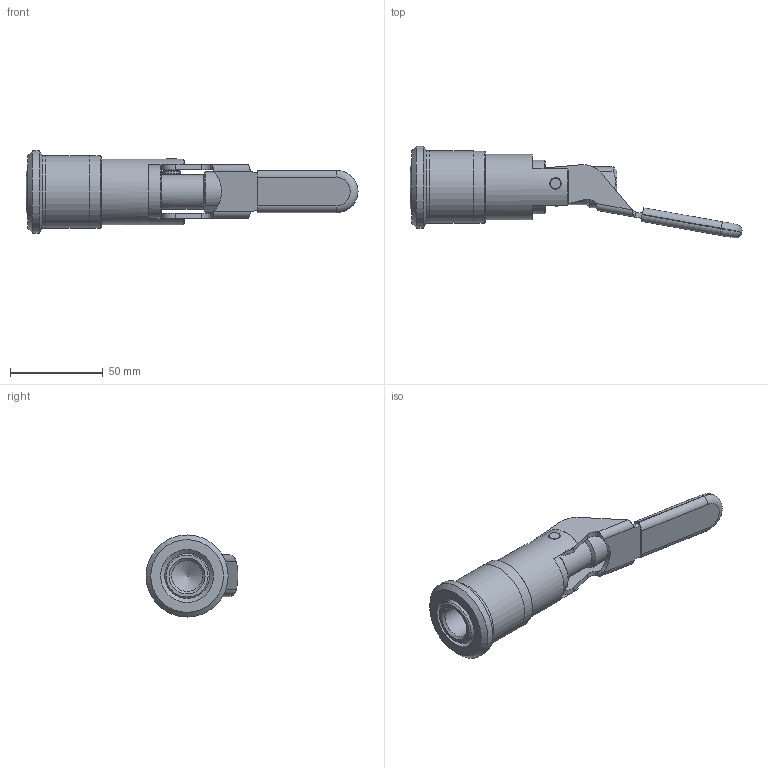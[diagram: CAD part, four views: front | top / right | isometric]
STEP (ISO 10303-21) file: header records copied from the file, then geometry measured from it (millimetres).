
FILE_DESCRIPTION(/* description */ (''),/* implementation_level */ '2;1');
FILE_NAME(/* name */ 'KA04PB cad model.stp',/* time_stamp */ '2016-08-11T11:37:08-05:00',/* author */ ('scottg'),/* organization */ ('FasTest,Inc.'),/* preprocessor_version */ 'ST-DEVELOPER v16.1',/* originating_system */ 'Autodesk Inventor 2016',/* authorisation */ '');
FILE_SCHEMA (('AUTOMOTIVE_DESIGN { 1 0 10303 214 3 1 1 }'));
Length unit declared in the file: inch
Products named in the file (1): KA04PB cad model
Bounding box: 178.75 x 49.47 x 44.2 mm (x, y, z)
Volume: 94865.6 mm3; surface area: 29498.3 mm2
Topology: 1 solids, 1 shells, 128 faces, 316 edges, 195 vertices
Faces by surface type: cylinder 50, plane 44, cone 27, bspline 5, torus 2
Full cylindrical faces by diameter (mm): 6.223 x2, 9.525 x1, 10.719 x1, 16.764 x1, 18.796 x1, 22.606 x1, 23.114 x1, 24.13 x2, 26.924 x1, 27.305 x1, 28.448 x1, 28.956 x1, 29.337 x1, 35.306 x1, 38.862 x1, 38.887 x2, 44.196 x1
Entity records: 4134 total; most frequent: CARTESIAN_POINT 1217, DIRECTION 583, ORIENTED_EDGE 518, EDGE_CURVE 255, AXIS2_PLACEMENT_3D 242, EDGE_LOOP 182, VERTEX_POINT 175, FACE_OUTER_BOUND 128
